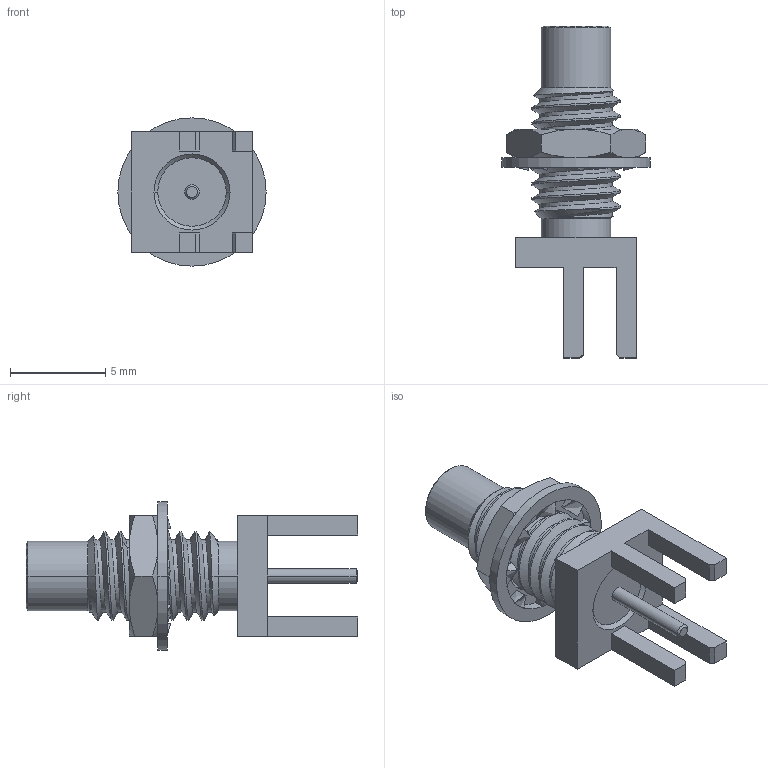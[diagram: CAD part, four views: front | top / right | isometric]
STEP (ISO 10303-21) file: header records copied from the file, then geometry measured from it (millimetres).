
FILE_DESCRIPTION((''),'2;1');
FILE_NAME('SMC1251A2-002-3GT30G-_SW0001','2020-06-02T11:48:40',('Vijayaragavan'),(''),'CREO PARAMETRIC BY PTC INC, 2019444','CREO PARAMETRIC BY PTC INC, 2019444','');
FILE_SCHEMA(('CONFIG_CONTROL_DESIGN'));
Length unit declared in the file: millimetre
Products named in the file (1): SMC1251A2-002-3GT30G-_SW0001
Bounding box: 7.8 x 17.45 x 7.8 mm (x, y, z)
Volume: 244.1 mm3; surface area: 577.8 mm2
Topology: 1 solids, 1 shells, 188 faces, 513 edges, 317 vertices
Faces by surface type: bspline 63, plane 55, cylinder 42, cone 28
Entity records: 10871 total; most frequent: CARTESIAN_POINT 6507, ORIENTED_EDGE 1022, DIRECTION 705, EDGE_CURVE 511, VERTEX_POINT 317, VECTOR 255, LINE 255, AXIS2_PLACEMENT_3D 225
